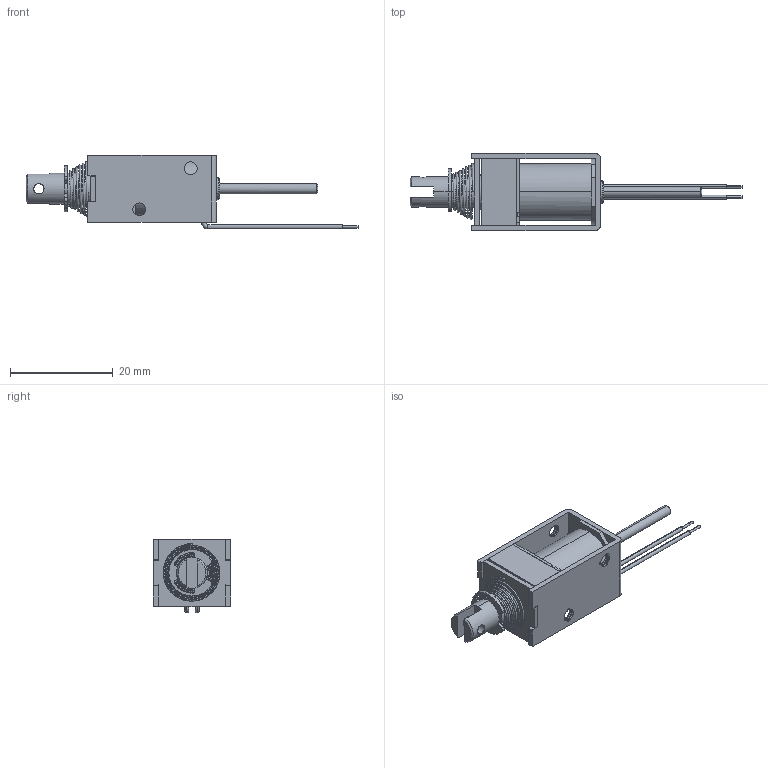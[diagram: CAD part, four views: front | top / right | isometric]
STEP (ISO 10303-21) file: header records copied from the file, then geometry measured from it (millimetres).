
FILE_DESCRIPTION (( 'STEP AP203' ), '1' );
FILE_NAME ('K0625S.STEP', '2019-05-22T00:47:07', ( 'user' ), ( '' ), 'SwSTEP 2.0', 'SolidWorks 2011', '' );
FILE_SCHEMA (( 'CONFIG_CONTROL_DESIGN' ));
Length unit declared in the file: millimetre
Products named in the file (11): K0625S; BD031111壓縮4.4mm; BD020401; BD070249; DB063211; DE061120; BD131201; K0625線圈組下出線; DF062048; DA060141; DD06212R
Assembly tree (11 placements, depth 2):
  K0625S
    BD131201  x2
    K0625線圈組下出線
    DA060141
    BD031111壓縮4.4mm
    DD06212R
    BD020401
    BD070249
    DB063211
    DF062048
    DE061120
Bounding box: 64.5 x 15 x 14.34 mm (x, y, z)
Volume: 3931.6 mm3; surface area: 6719 mm2
Topology: 11 solids, 11 shells, 319 faces, 778 edges, 503 vertices
Faces by surface type: plane 164, cylinder 99, cone 46, torus 8, bspline 2
Entity records: 14627 total; most frequent: CARTESIAN_POINT 5814, DIRECTION 1692, ORIENTED_EDGE 1516, EDGE_CURVE 758, AXIS2_PLACEMENT_3D 625, VERTEX_POINT 491, VECTOR 442, LINE 442
